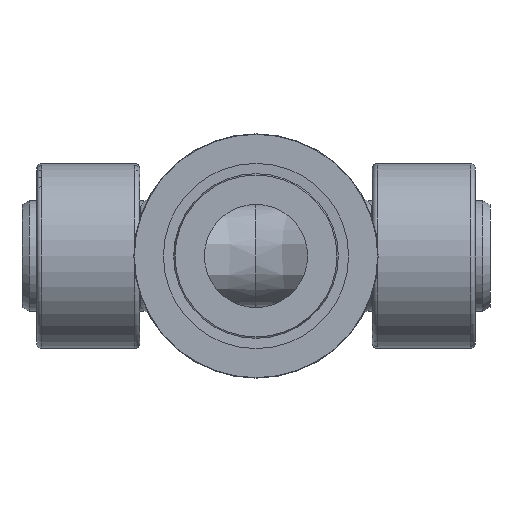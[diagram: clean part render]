
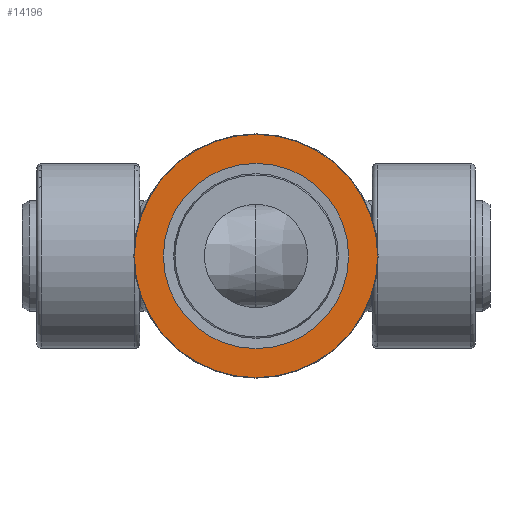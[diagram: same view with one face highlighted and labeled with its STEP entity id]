
A CAD part, front view. The second image highlights one B-rep face of the part: STEP entity #14196.
In plain terms, the highlighted face is planar.
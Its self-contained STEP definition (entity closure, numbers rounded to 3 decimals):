
#2789=PLANE('',#15233);
#3173=FACE_BOUND('',#4520,.T.);
#3632=FACE_OUTER_BOUND('',#4519,.T.);
#4519=EDGE_LOOP('',(#11475));
#4520=EDGE_LOOP('',(#11476));
#5206=CIRCLE('',#15231,47.3);
#5207=CIRCLE('',#15234,36.);
#6419=VERTEX_POINT('',#26455);
#6420=VERTEX_POINT('',#26459);
#8233=EDGE_CURVE('',#6419,#6419,#5206,.T.);
#8234=EDGE_CURVE('',#6420,#6420,#5207,.T.);
#11475=ORIENTED_EDGE('',*,*,#8233,.F.);
#11476=ORIENTED_EDGE('',*,*,#8234,.T.);
#14196=ADVANCED_FACE('',(#3632,#3173),#2789,.F.);
#15231=AXIS2_PLACEMENT_3D('',#26456,#17553,#17554);
#15233=AXIS2_PLACEMENT_3D('',#26458,#17557,#17558);
#15234=AXIS2_PLACEMENT_3D('',#26460,#17559,#17560);
#17553=DIRECTION('center_axis',(0.,0.,1.));
#17554=DIRECTION('ref_axis',(-1.,0.,0.));
#17557=DIRECTION('center_axis',(0.,0.,1.));
#17558=DIRECTION('ref_axis',(1.,0.,0.));
#17559=DIRECTION('center_axis',(0.,0.,1.));
#17560=DIRECTION('ref_axis',(0.,-1.,0.));
#26455=CARTESIAN_POINT('',(47.3,0.,0.));
#26456=CARTESIAN_POINT('Origin',(0.,0.,0.));
#26458=CARTESIAN_POINT('Origin',(0.,0.,0.));
#26459=CARTESIAN_POINT('',(0.,-36.,0.));
#26460=CARTESIAN_POINT('Origin',(0.,0.,0.));
